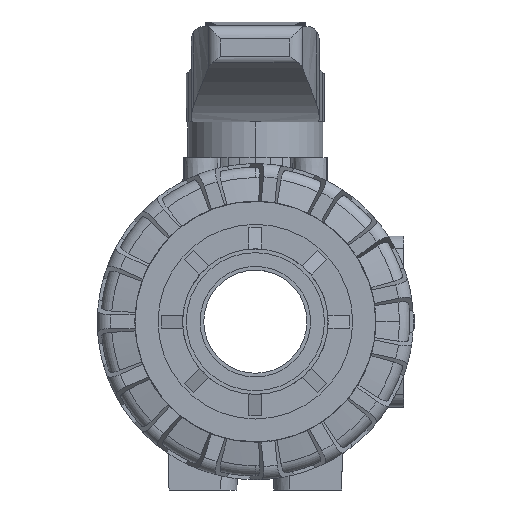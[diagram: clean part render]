
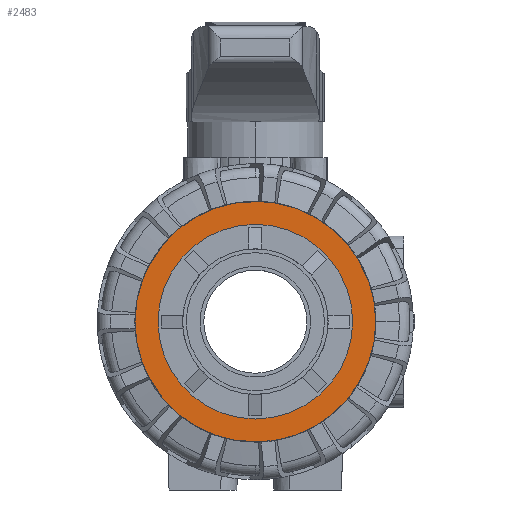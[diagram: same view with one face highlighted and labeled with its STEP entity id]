
A CAD part, left-side view. The second image highlights one B-rep face of the part: STEP entity #2483.
In plain terms, the highlighted planar face has unit normal (-1, 0, 0).
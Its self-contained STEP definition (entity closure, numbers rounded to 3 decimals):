
#2483=ADVANCED_FACE('',(#5660,#5661),#5662,.T.);
#5660=FACE_BOUND('',#9678,.T.);
#5661=FACE_OUTER_BOUND('',#9679,.T.);
#5662=PLANE('',#9680);
#9678=EDGE_LOOP('',(#17185,#17186));
#9679=EDGE_LOOP('',(#17187,#17188));
#9680=AXIS2_PLACEMENT_3D('',#17189,#17190,#17191);
#17185=ORIENTED_EDGE('',*,*,#26145,.T.);
#17186=ORIENTED_EDGE('',*,*,#25094,.T.);
#17187=ORIENTED_EDGE('',*,*,#25089,.T.);
#17188=ORIENTED_EDGE('',*,*,#26195,.T.);
#17189=CARTESIAN_POINT('',(-52.0,0.0,0.0));
#17190=DIRECTION('',(-1.0,0.0,0.0));
#17191=DIRECTION('',(0.0,0.0,1.0));
#25089=EDGE_CURVE('',#30413,#30477,#30479,.T.);
#25094=EDGE_CURVE('',#30482,#30486,#30488,.T.);
#26145=EDGE_CURVE('',#30486,#30482,#32070,.T.);
#26195=EDGE_CURVE('',#30477,#30413,#32126,.T.);
#30413=VERTEX_POINT('',#38915);
#30477=VERTEX_POINT('',#38980);
#30479=CIRCLE('',#38983,27.9);
#30482=VERTEX_POINT('',#38986);
#30486=VERTEX_POINT('',#38991);
#30488=CIRCLE('',#38994,22.55);
#32070=CIRCLE('',#41747,22.55);
#32126=CIRCLE('',#41871,27.9);
#38915=CARTESIAN_POINT('',(-52.0,-27.9,0.0));
#38980=CARTESIAN_POINT('',(-52.0,27.9,0.));
#38983=AXIS2_PLACEMENT_3D('',#49318,#49319,#49320);
#38986=CARTESIAN_POINT('',(-52.0,0.,-22.55));
#38991=CARTESIAN_POINT('',(-52.0,0.,22.55));
#38994=AXIS2_PLACEMENT_3D('',#49326,#49327,#49328);
#41747=AXIS2_PLACEMENT_3D('',#50818,#50819,#50820);
#41871=AXIS2_PLACEMENT_3D('',#50856,#50857,#50858);
#49318=CARTESIAN_POINT('',(-52.0,0.0,0.0));
#49319=DIRECTION('',(-1.0,0.0,0.0));
#49320=DIRECTION('',(0.0,0.0,1.0));
#49326=CARTESIAN_POINT('',(-52.0,0.0,0.0));
#49327=DIRECTION('',(1.0,0.0,0.0));
#49328=DIRECTION('',(0.0,0.0,-1.0));
#50818=CARTESIAN_POINT('',(-52.0,0.0,0.0));
#50819=DIRECTION('',(1.0,0.0,0.0));
#50820=DIRECTION('',(0.0,0.0,-1.0));
#50856=CARTESIAN_POINT('',(-52.0,0.0,0.0));
#50857=DIRECTION('',(-1.0,0.0,0.0));
#50858=DIRECTION('',(0.0,0.0,1.0));
